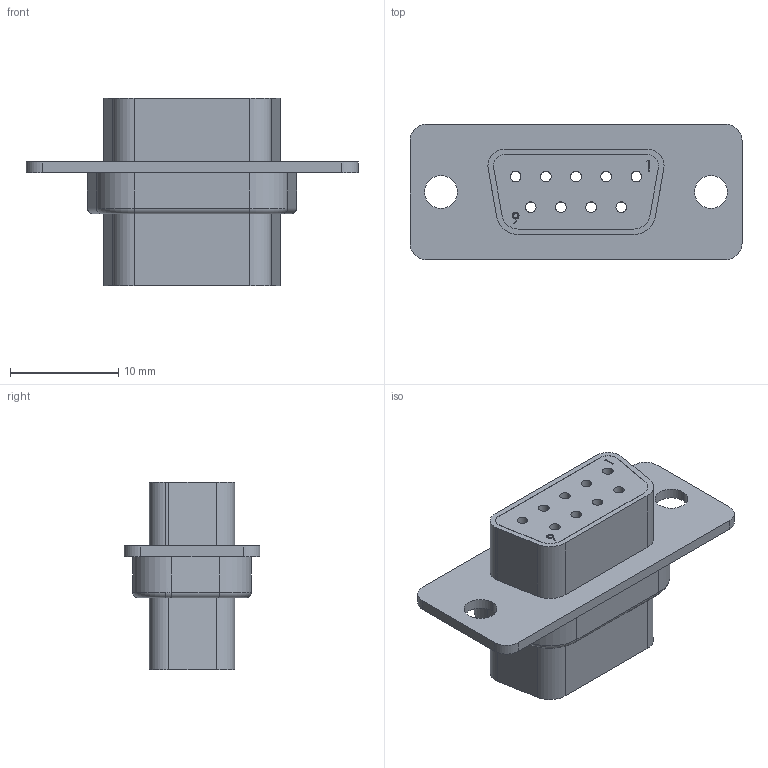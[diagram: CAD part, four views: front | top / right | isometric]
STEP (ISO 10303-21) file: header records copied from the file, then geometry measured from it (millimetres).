
FILE_DESCRIPTION (( 'STEP AP214' ), '1' );
FILE_NAME ('FMCN45975_3D.step', '2023-10-04T16:33:58', ( '' ), ( '' ), 'SwSTEP 2.0', 'SolidWorks 2022', '' );
FILE_SCHEMA (( 'AUTOMOTIVE_DESIGN' ));
Length unit declared in the file: inch
Products named in the file (1): FMCN45975_3D
Bounding box: 30.73 x 12.55 x 17.35 mm (x, y, z)
Volume: 2385.3 mm3; surface area: 2237.3 mm2
Topology: 1 solids, 1 shells, 138 faces, 344 edges, 224 vertices
Faces by surface type: cylinder 72, plane 47, torus 10, bspline 9
Entity records: 5733 total; most frequent: CARTESIAN_POINT 1260, DIRECTION 744, ORIENTED_EDGE 688, EDGE_CURVE 344, AXIS2_PLACEMENT_3D 288, VERTEX_POINT 224, EDGE_LOOP 176, VECTOR 168
